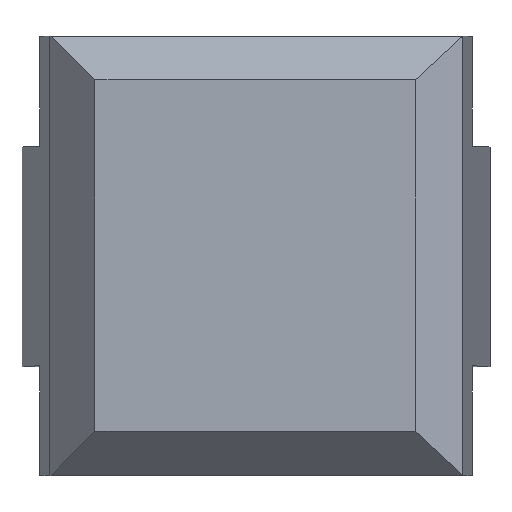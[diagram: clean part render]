
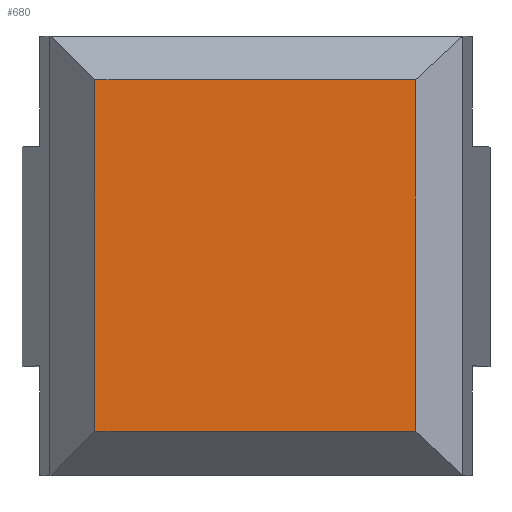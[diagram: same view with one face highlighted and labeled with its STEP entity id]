
A CAD part, top view. The second image highlights one B-rep face of the part: STEP entity #680.
In plain terms, the highlighted planar face has unit normal (0, 0, 1).
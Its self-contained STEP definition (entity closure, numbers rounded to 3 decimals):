
#57 = DIRECTION ( 'NONE',  ( 1., 0., 0. ) ) ;
#75 = CARTESIAN_POINT ( 'NONE',  ( -1.1, -1.2, 2.5 ) ) ;
#103 = VECTOR ( 'NONE', #57, 1000. ) ;
#108 = VERTEX_POINT ( 'NONE', #518 ) ;
#124 = CARTESIAN_POINT ( 'NONE',  ( 1.4, -1.2, 2.5 ) ) ;
#141 = FACE_OUTER_BOUND ( 'NONE', #233, .T. ) ;
#145 = DIRECTION ( 'NONE',  ( 0., 1., 0. ) ) ;
#154 = ORIENTED_EDGE ( 'NONE', *, *, #234, .T. ) ;
#223 = ORIENTED_EDGE ( 'NONE', *, *, #544, .T. ) ;
#228 = LINE ( 'NONE', #124, #103 ) ;
#233 = EDGE_LOOP ( 'NONE', ( #768, #743, #223, #154 ) ) ;
#234 = EDGE_CURVE ( 'NONE', #519, #700, #293, .T. ) ;
#292 = CARTESIAN_POINT ( 'NONE',  ( -1.1, 1.2, 2.5 ) ) ;
#293 = LINE ( 'NONE', #537, #695 ) ;
#313 = VECTOR ( 'NONE', #536, 1000. ) ;
#352 = CARTESIAN_POINT ( 'NONE',  ( 0., 1.2, 2.5 ) ) ;
#364 = EDGE_CURVE ( 'NONE', #422, #108, #672, .T. ) ;
#376 = PLANE ( 'NONE',  #741 ) ;
#422 = VERTEX_POINT ( 'NONE', #439 ) ;
#439 = CARTESIAN_POINT ( 'NONE',  ( 1.087, -1.2, 2.5 ) ) ;
#475 = VECTOR ( 'NONE', #145, 1000. ) ;
#484 = DIRECTION ( 'NONE',  ( 1., 0., 0. ) ) ;
#494 = CARTESIAN_POINT ( 'NONE',  ( 1.087, -1.5, 2.5 ) ) ;
#518 = CARTESIAN_POINT ( 'NONE',  ( 1.087, 1.2, 2.5 ) ) ;
#519 = VERTEX_POINT ( 'NONE', #292 ) ;
#520 = EDGE_CURVE ( 'NONE', #700, #422, #228, .T. ) ;
#536 = DIRECTION ( 'NONE',  ( -1., 0., 0. ) ) ;
#537 = CARTESIAN_POINT ( 'NONE',  ( -1.1, -1.5, 2.5 ) ) ;
#544 = EDGE_CURVE ( 'NONE', #108, #519, #777, .T. ) ;
#553 = DIRECTION ( 'NONE',  ( 0., 0., 1. ) ) ;
#617 = CARTESIAN_POINT ( 'NONE',  ( 0., -1.5, 2.5 ) ) ;
#672 = LINE ( 'NONE', #494, #475 ) ;
#680 = ADVANCED_FACE ( 'NONE', ( #141 ), #376, .T. ) ;
#695 = VECTOR ( 'NONE', #773, 1000. ) ;
#700 = VERTEX_POINT ( 'NONE', #75 ) ;
#741 = AXIS2_PLACEMENT_3D ( 'NONE', #617, #553, #484 ) ;
#743 = ORIENTED_EDGE ( 'NONE', *, *, #364, .T. ) ;
#768 = ORIENTED_EDGE ( 'NONE', *, *, #520, .T. ) ;
#773 = DIRECTION ( 'NONE',  ( 0., -1., 0. ) ) ;
#777 = LINE ( 'NONE', #352, #313 ) ;
